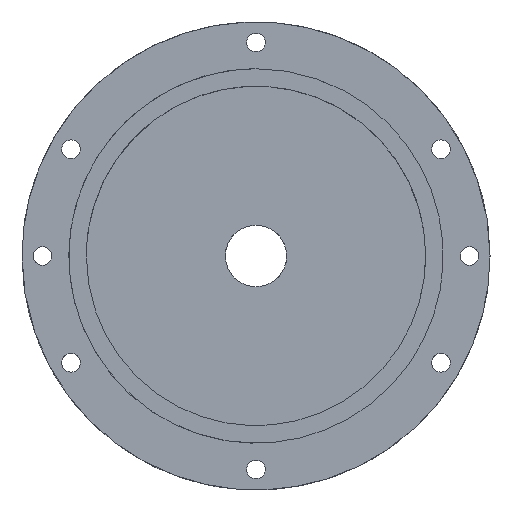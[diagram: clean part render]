
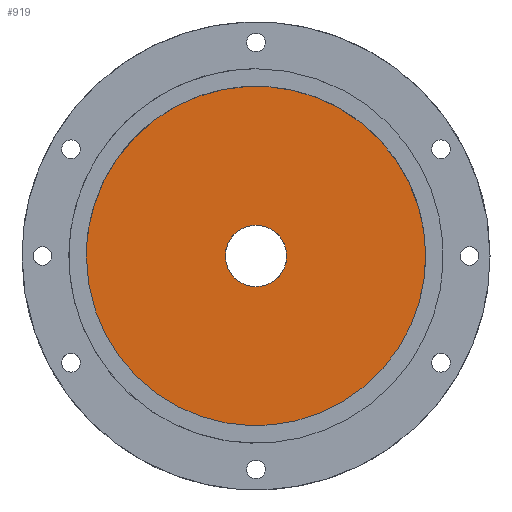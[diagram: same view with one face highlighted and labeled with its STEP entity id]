
A CAD part, top view. The second image highlights one B-rep face of the part: STEP entity #919.
In plain terms, the highlighted free-form (B-spline) face has degree [1, 1] with [2, 2] control points.
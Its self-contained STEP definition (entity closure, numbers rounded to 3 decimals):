
#565 = EDGE_CURVE('',#566,#568,#570,.T.);
#566 = VERTEX_POINT('',#567);
#567 = CARTESIAN_POINT('',(0.,-5.25,8.));
#568 = VERTEX_POINT('',#569);
#569 = CARTESIAN_POINT('',(0.,5.25,8.));
#570 = ( BOUNDED_CURVE() B_SPLINE_CURVE(2,(#571,#572,#573,#574,#575),
.UNSPECIFIED.,.F.,.F.) B_SPLINE_CURVE_WITH_KNOTS((3,2,3),(
    0.,1.571,3.142),.UNSPECIFIED.) 
CURVE() GEOMETRIC_REPRESENTATION_ITEM() RATIONAL_B_SPLINE_CURVE((1.,
0.707,1.,0.707,1.)) REPRESENTATION_ITEM('') );
#571 = CARTESIAN_POINT('',(0.,-5.25,8.));
#572 = CARTESIAN_POINT('',(-5.25,-5.25,8.));
#573 = CARTESIAN_POINT('',(-5.25,0.,8.));
#574 = CARTESIAN_POINT('',(-5.25,5.25,8.));
#575 = CARTESIAN_POINT('',(0.,5.25,8.));
#577 = EDGE_CURVE('',#568,#566,#578,.T.);
#578 = ( BOUNDED_CURVE() B_SPLINE_CURVE(2,(#579,#580,#581,#582,#583),
.UNSPECIFIED.,.F.,.F.) B_SPLINE_CURVE_WITH_KNOTS((3,2,3),(3.142,
4.712,6.283),.PIECEWISE_BEZIER_KNOTS.) CURVE() 
GEOMETRIC_REPRESENTATION_ITEM() RATIONAL_B_SPLINE_CURVE((1.,
0.707,1.,0.707,1.)) REPRESENTATION_ITEM('') );
#579 = CARTESIAN_POINT('',(0.,5.25,8.));
#580 = CARTESIAN_POINT('',(5.25,5.25,8.));
#581 = CARTESIAN_POINT('',(5.25,0.,8.));
#582 = CARTESIAN_POINT('',(5.25,-5.25,8.));
#583 = CARTESIAN_POINT('',(0.,-5.25,8.));
#627 = EDGE_CURVE('',#628,#628,#630,.T.);
#628 = VERTEX_POINT('',#629);
#629 = CARTESIAN_POINT('',(-29.,0.,8.));
#630 = ( BOUNDED_CURVE() B_SPLINE_CURVE(2,(#631,#632,#633,#634,#635,#636
,#637,#638,#639),.UNSPECIFIED.,.T.,.F.) B_SPLINE_CURVE_WITH_KNOTS((3,2,2
    ,2,3),(-3.142,-1.571,0.,1.571,
3.142),.UNSPECIFIED.) CURVE() GEOMETRIC_REPRESENTATION_ITEM() 
RATIONAL_B_SPLINE_CURVE((1.,0.707,1.,0.707,1.,
0.707,1.,0.707,1.)) REPRESENTATION_ITEM('') );
#631 = CARTESIAN_POINT('',(-29.,0.,8.));
#632 = CARTESIAN_POINT('',(-29.,-29.,8.));
#633 = CARTESIAN_POINT('',(0.,-29.,8.));
#634 = CARTESIAN_POINT('',(29.,-29.,8.));
#635 = CARTESIAN_POINT('',(29.,0.,8.));
#636 = CARTESIAN_POINT('',(29.,29.,8.));
#637 = CARTESIAN_POINT('',(0.,29.,8.));
#638 = CARTESIAN_POINT('',(-29.,29.,8.));
#639 = CARTESIAN_POINT('',(-29.,0.,8.));
#919 = ADVANCED_FACE('',(#920,#923),#927,.T.);
#920 = FACE_BOUND('',#921,.T.);
#921 = EDGE_LOOP('',(#922));
#922 = ORIENTED_EDGE('',*,*,#627,.T.);
#923 = FACE_BOUND('',#924,.T.);
#924 = EDGE_LOOP('',(#925,#926));
#925 = ORIENTED_EDGE('',*,*,#565,.T.);
#926 = ORIENTED_EDGE('',*,*,#577,.T.);
#927 = B_SPLINE_SURFACE_WITH_KNOTS('',1,1,(
    (#928,#929)
    ,(#930,#931
  )),.UNSPECIFIED.,.F.,.F.,.F.,(2,2),(2,2),(-29.001,29.001),(-29.001,
    29.001),.PIECEWISE_BEZIER_KNOTS.);
#928 = CARTESIAN_POINT('',(-29.001,-29.001,8.));
#929 = CARTESIAN_POINT('',(-29.001,29.001,8.));
#930 = CARTESIAN_POINT('',(29.001,-29.001,8.));
#931 = CARTESIAN_POINT('',(29.001,29.001,8.));
